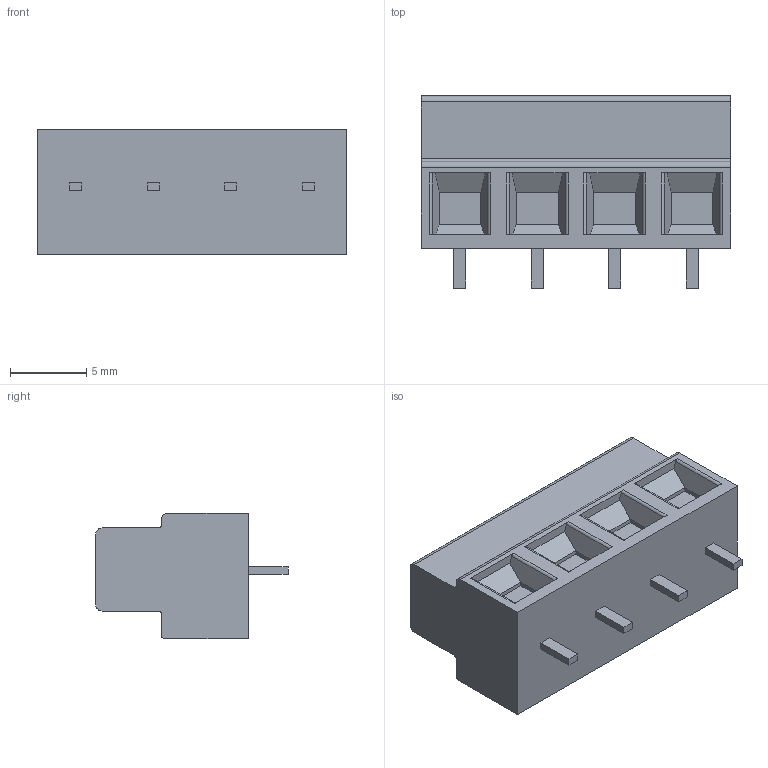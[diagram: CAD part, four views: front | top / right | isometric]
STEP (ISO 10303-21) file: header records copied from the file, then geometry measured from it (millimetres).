
FILE_DESCRIPTION((''),'2;1');
FILE_NAME('C-1776119-4','2019-07-18T08:25:20',('workeradm'),('TE Connectivity Ltd.'),'CREO PARAMETRIC BY PTC INC, 2019030','CREO PARAMETRIC BY PTC INC, 2019030','');
FILE_SCHEMA(('AUTOMOTIVE_DESIGN { 1 0 10303 214 1 1 1 1 }'));
Length unit declared in the file: millimetre
Products named in the file (1): C-1776119-4
Bounding box: 20.32 x 12.6 x 8.2 mm (x, y, z)
Volume: 1272.6 mm3; surface area: 1209.4 mm2
Topology: 1 solids, 1 shells, 320 faces, 862 edges, 556 vertices
Faces by surface type: plane 238, cylinder 74, torus 8
Entity records: 10710 total; most frequent: CARTESIAN_POINT 2396, ORIENTED_EDGE 1724, DIRECTION 1546, EDGE_CURVE 862, VECTOR 594, LINE 594, VERTEX_POINT 556, AXIS2_PLACEMENT_3D 476
